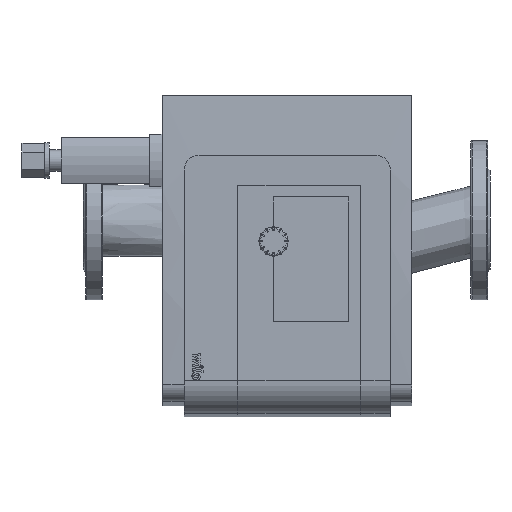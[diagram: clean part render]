
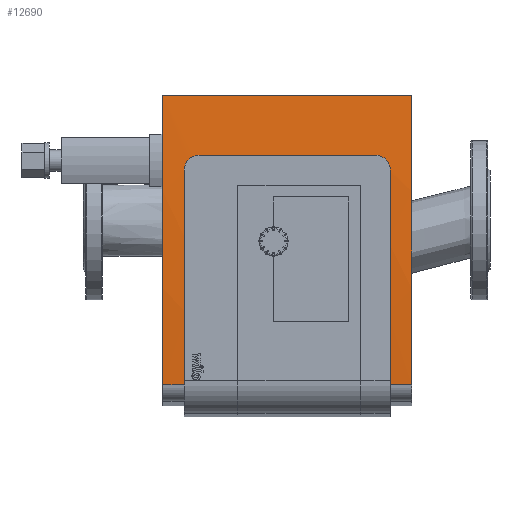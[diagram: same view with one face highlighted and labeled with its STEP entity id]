
A CAD part, front view. The second image highlights one B-rep face of the part: STEP entity #12690.
In plain terms, the highlighted cylindrical face has radius 1644.81 mm (diameter 3289.61 mm), a partial arc.
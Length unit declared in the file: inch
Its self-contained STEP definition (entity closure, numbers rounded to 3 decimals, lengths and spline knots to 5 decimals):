
#169=B_SPLINE_CURVE_WITH_KNOTS('',3,(#20044,#20045,#20046,#20047,#20048,
#20049,#20050,#20051,#20052,#20053,#20054,#20055,#20056),.UNSPECIFIED.,
 .F.,.F.,(4,3,3,3,4),(0.,0.01799,0.03051,0.05036,
0.05935),.UNSPECIFIED.);
#170=B_SPLINE_CURVE_WITH_KNOTS('',3,(#20084,#20085,#20086,#20087,#20088,
#20089,#20090,#20091,#20092,#20093,#20094,#20095,#20096,#20097,#20098,#20099),
 .UNSPECIFIED.,.F.,.F.,(4,3,3,3,3,4),(0.05934,0.06756,
0.08592,0.09743,0.11669,0.11869),
 .UNSPECIFIED.);
#593=LINE('',#20155,#1882);
#595=LINE('',#20158,#1884);
#596=LINE('',#20160,#1885);
#597=LINE('',#20163,#1886);
#1882=VECTOR('',#16022,0.3937);
#1884=VECTOR('',#16026,0.3937);
#1885=VECTOR('',#16027,0.3937);
#1886=VECTOR('',#16030,0.3937);
#2956=CYLINDRICAL_SURFACE('',#13806,64.75615);
#3412=FACE_OUTER_BOUND('',#4153,.T.);
#4153=EDGE_LOOP('',(#9610,#9611,#9612,#9613,#9614,#9615,#9616,#9617,#9618,
#9619));
#4934=CIRCLE('',#13785,64.75615);
#4936=CIRCLE('',#13790,64.75615);
#4942=CIRCLE('',#13798,64.75615);
#4945=CIRCLE('',#13807,64.75615);
#5498=VERTEX_POINT('',#20041);
#5499=VERTEX_POINT('',#20043);
#5505=VERTEX_POINT('',#20069);
#5509=VERTEX_POINT('',#20081);
#5510=VERTEX_POINT('',#20083);
#5511=VERTEX_POINT('',#20102);
#5522=VERTEX_POINT('',#20127);
#5523=VERTEX_POINT('',#20129);
#5531=VERTEX_POINT('',#20159);
#5532=VERTEX_POINT('',#20161);
#6985=EDGE_CURVE('',#5498,#5499,#169,.F.);
#6993=EDGE_CURVE('',#5498,#5505,#4934,.T.);
#6999=EDGE_CURVE('',#5509,#5510,#170,.F.);
#7001=EDGE_CURVE('',#5511,#5510,#4936,.T.);
#7014=EDGE_CURVE('',#5523,#5522,#4942,.T.);
#7027=EDGE_CURVE('',#5511,#5522,#593,.T.);
#7029=EDGE_CURVE('',#5509,#5499,#595,.T.);
#7030=EDGE_CURVE('',#5531,#5505,#596,.T.);
#7031=EDGE_CURVE('',#5531,#5532,#4945,.T.);
#7032=EDGE_CURVE('',#5532,#5523,#597,.T.);
#9610=ORIENTED_EDGE('',*,*,#7001,.T.);
#9611=ORIENTED_EDGE('',*,*,#6999,.F.);
#9612=ORIENTED_EDGE('',*,*,#7029,.T.);
#9613=ORIENTED_EDGE('',*,*,#6985,.F.);
#9614=ORIENTED_EDGE('',*,*,#6993,.T.);
#9615=ORIENTED_EDGE('',*,*,#7030,.F.);
#9616=ORIENTED_EDGE('',*,*,#7031,.T.);
#9617=ORIENTED_EDGE('',*,*,#7032,.T.);
#9618=ORIENTED_EDGE('',*,*,#7014,.T.);
#9619=ORIENTED_EDGE('',*,*,#7027,.F.);
#12690=ADVANCED_FACE('',(#3412),#2956,.T.);
#13785=AXIS2_PLACEMENT_3D('',#20071,#15958,#15959);
#13790=AXIS2_PLACEMENT_3D('',#20103,#15973,#15974);
#13798=AXIS2_PLACEMENT_3D('',#20130,#15996,#15997);
#13806=AXIS2_PLACEMENT_3D('',#20157,#16024,#16025);
#13807=AXIS2_PLACEMENT_3D('',#20162,#16028,#16029);
#15958=DIRECTION('center_axis',(1.,0.,0.));
#15959=DIRECTION('ref_axis',(0.,-0.997,0.078));
#15973=DIRECTION('center_axis',(-1.,0.,0.));
#15974=DIRECTION('ref_axis',(0.,-0.997,0.078));
#15996=DIRECTION('center_axis',(1.,0.,0.));
#15997=DIRECTION('ref_axis',(0.,-0.997,-0.078));
#16022=DIRECTION('',(-1.,0.,0.));
#16024=DIRECTION('center_axis',(1.,0.,0.));
#16025=DIRECTION('ref_axis',(0.,-0.997,0.078));
#16026=DIRECTION('',(1.,0.,0.));
#16027=DIRECTION('',(-1.,0.,0.));
#16028=DIRECTION('center_axis',(-1.,0.,0.));
#16029=DIRECTION('ref_axis',(0.,-0.997,0.078));
#16030=DIRECTION('',(-1.,0.,0.));
#20041=CARTESIAN_POINT('',(167.3978,-161.59923,1.67323));
#20043=CARTESIAN_POINT('',(167.0041,-161.5823,2.06693));
#20044=CARTESIAN_POINT('Ctrl Pts',(167.0041,-161.5823,2.06693));
#20045=CARTESIAN_POINT('Ctrl Pts',(167.06408,-161.5823,2.06693));
#20046=CARTESIAN_POINT('Ctrl Pts',(167.12874,-161.58299,2.05204));
#20047=CARTESIAN_POINT('Ctrl Pts',(167.18518,-161.58432,2.02281));
#20048=CARTESIAN_POINT('Ctrl Pts',(167.22445,-161.58524,2.00247));
#20049=CARTESIAN_POINT('Ctrl Pts',(167.25938,-161.58644,1.97588));
#20050=CARTESIAN_POINT('Ctrl Pts',(167.28845,-161.58778,1.94552));
#20051=CARTESIAN_POINT('Ctrl Pts',(167.33454,-161.5899,1.89739));
#20052=CARTESIAN_POINT('Ctrl Pts',(167.37075,-161.5927,1.83268));
#20053=CARTESIAN_POINT('Ctrl Pts',(167.38697,-161.5955,1.76491));
#20054=CARTESIAN_POINT('Ctrl Pts',(167.39432,-161.59677,1.73424));
#20055=CARTESIAN_POINT('Ctrl Pts',(167.3978,-161.59801,1.70374));
#20056=CARTESIAN_POINT('Ctrl Pts',(167.3978,-161.59923,1.67323));
#20069=CARTESIAN_POINT('',(167.3978,-161.4926,-5.43564));
#20071=CARTESIAN_POINT('Origin',(167.3978,-96.89468,-0.91152));
#20081=CARTESIAN_POINT('',(161.13797,-161.5823,2.06693));
#20083=CARTESIAN_POINT('',(160.74427,-161.59923,1.67323));
#20084=CARTESIAN_POINT('Ctrl Pts',(160.74427,-161.59923,1.67323));
#20085=CARTESIAN_POINT('Ctrl Pts',(160.74427,-161.59811,1.70113));
#20086=CARTESIAN_POINT('Ctrl Pts',(160.74719,-161.59698,1.72906));
#20087=CARTESIAN_POINT('Ctrl Pts',(160.75332,-161.59582,1.75717));
#20088=CARTESIAN_POINT('Ctrl Pts',(160.76703,-161.59323,1.81996));
#20089=CARTESIAN_POINT('Ctrl Pts',(160.79763,-161.59062,1.88082));
#20090=CARTESIAN_POINT('Ctrl Pts',(160.83826,-161.58852,1.92852));
#20091=CARTESIAN_POINT('Ctrl Pts',(160.86372,-161.58721,1.95841));
#20092=CARTESIAN_POINT('Ctrl Pts',(160.89287,-161.58607,1.98395));
#20093=CARTESIAN_POINT('Ctrl Pts',(160.92691,-161.5851,2.00557));
#20094=CARTESIAN_POINT('Ctrl Pts',(160.98389,-161.58346,2.04176));
#20095=CARTESIAN_POINT('Ctrl Pts',(161.05248,-161.58248,2.06303));
#20096=CARTESIAN_POINT('Ctrl Pts',(161.11765,-161.58232,2.0664));
#20097=CARTESIAN_POINT('Ctrl Pts',(161.12442,-161.58231,2.06675));
#20098=CARTESIAN_POINT('Ctrl Pts',(161.13119,-161.5823,2.06693));
#20099=CARTESIAN_POINT('Ctrl Pts',(161.13797,-161.5823,2.06693));
#20102=CARTESIAN_POINT('',(160.74427,-161.4926,-5.43564));
#20103=CARTESIAN_POINT('Origin',(160.74427,-96.89468,-0.91152));
#20127=CARTESIAN_POINT('',(159.95687,-161.4926,-5.43564));
#20129=CARTESIAN_POINT('',(159.95687,-161.45398,4.13385));
#20130=CARTESIAN_POINT('Origin',(159.95687,-96.89468,-0.91152));
#20155=CARTESIAN_POINT('',(164.05135,-161.4926,-5.43564));
#20157=CARTESIAN_POINT('Origin',(164.05135,-96.89468,-0.91152));
#20158=CARTESIAN_POINT('',(164.05135,-161.5823,2.06693));
#20159=CARTESIAN_POINT('',(168.1852,-161.4926,-5.43564));
#20160=CARTESIAN_POINT('',(164.05135,-161.4926,-5.43564));
#20161=CARTESIAN_POINT('',(168.1852,-161.45398,4.13385));
#20162=CARTESIAN_POINT('Origin',(168.1852,-96.89468,-0.91152));
#20163=CARTESIAN_POINT('',(164.05135,-161.45398,4.13385));
